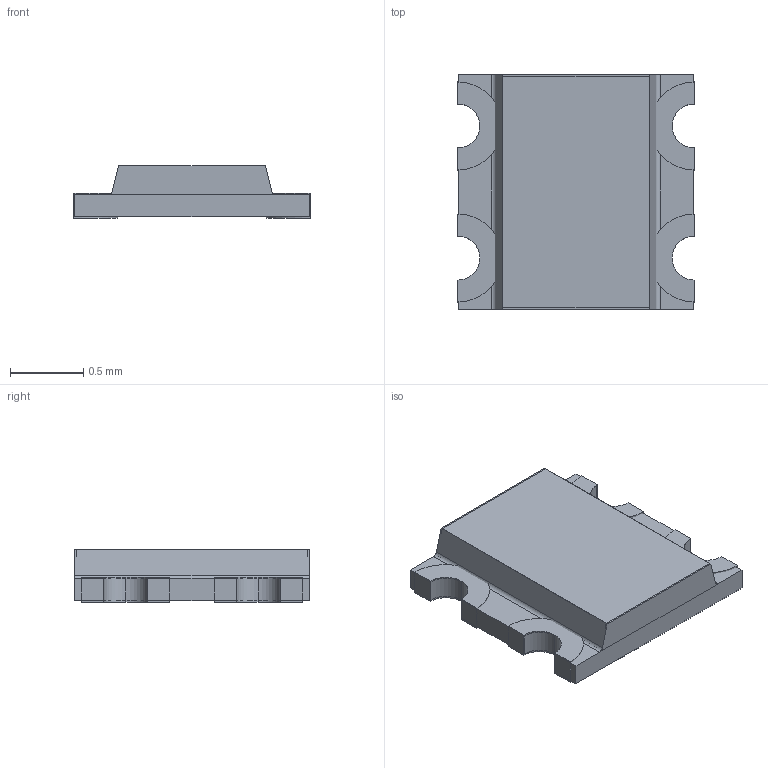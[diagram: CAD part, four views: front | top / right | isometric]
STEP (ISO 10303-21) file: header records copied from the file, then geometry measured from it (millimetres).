
FILE_DESCRIPTION(('FreeCAD Model'),'2;1');
FILE_NAME('19-237_R6GHBHC-A01_2T.step', '2019-11-29T11:14:10',('Author'),(''), 'Open CASCADE STEP processor 7.2','FreeCAD','Unknown');
FILE_SCHEMA(('AUTOMOTIVE_DESIGN { 1 0 10303 214 1 1 1 1 }'));
Length unit declared in the file: millimetre
Products named in the file (4): Part; Body; Plastic; Contacts
Assembly tree (3 placements, depth 2):
  Part
    Body
    Plastic
    Contacts
Bounding box: 1.61 x 1.6 x 0.36 mm (x, y, z)
Surface area: 17.4 mm2
Topology: 3 solids, 3 shells, 72 faces, 182 edges, 116 vertices
Faces by surface type: plane 50, cylinder 22
Entity records: 2234 total; most frequent: DIRECTION 378, CARTESIAN_POINT 374, ORIENTED_EDGE 364, EDGE_CURVE 182, LINE 138, VECTOR 138, AXIS2_PLACEMENT_3D 120, VERTEX_POINT 116
